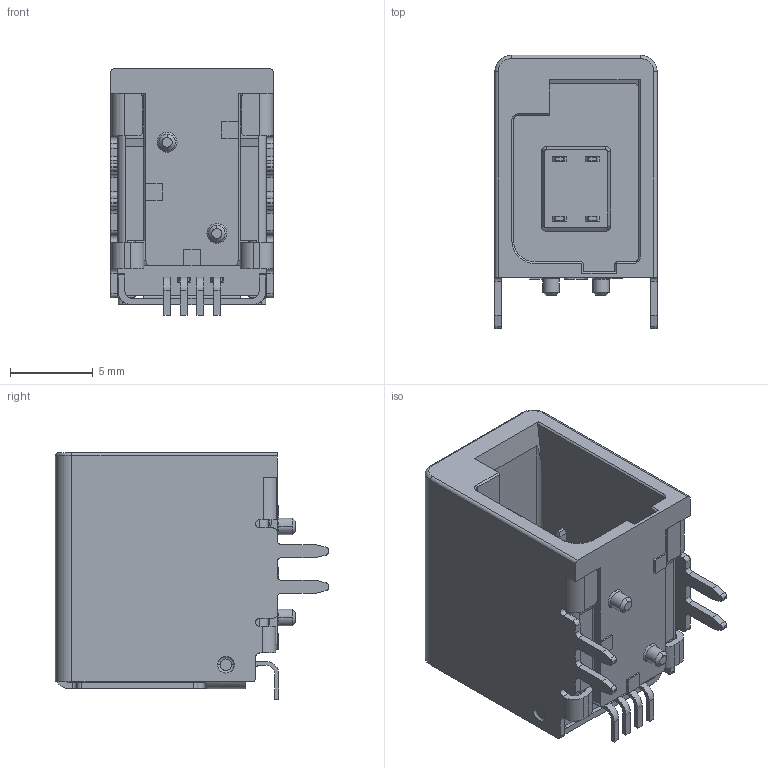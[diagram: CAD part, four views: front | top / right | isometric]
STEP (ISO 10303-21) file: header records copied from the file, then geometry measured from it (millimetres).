
FILE_DESCRIPTION (( 'STEP AP203' ), '1' );
FILE_NAME ('CMS1900-010010.STEP', '2021-09-28T09:39:31', ( '' ), ( '' ), 'SwSTEP 2.0', 'SolidWorks 2020', '' );
FILE_SCHEMA (( 'CONFIG_CONTROL_DESIGN' ));
Length unit declared in the file: millimetre
Products named in the file (2): CMS1900-020010_160325_Key3; CMS1900-010010
Assembly tree (1 placements, depth 2):
  CMS1900-010010
    CMS1900-020010_160325_Key3
Bounding box: 9.8 x 16.5 x 14.9 mm (x, y, z)
Volume: 1017 mm3; surface area: 1711.8 mm2
Topology: 1 solids, 1 shells, 460 faces, 1255 edges, 808 vertices
Faces by surface type: plane 323, cylinder 108, cone 23, torus 6
Entity records: 14591 total; most frequent: CARTESIAN_POINT 2554, ORIENTED_EDGE 2510, DIRECTION 2438, EDGE_CURVE 1255, LINE 982, VECTOR 982, VERTEX_POINT 808, AXIS2_PLACEMENT_3D 728
